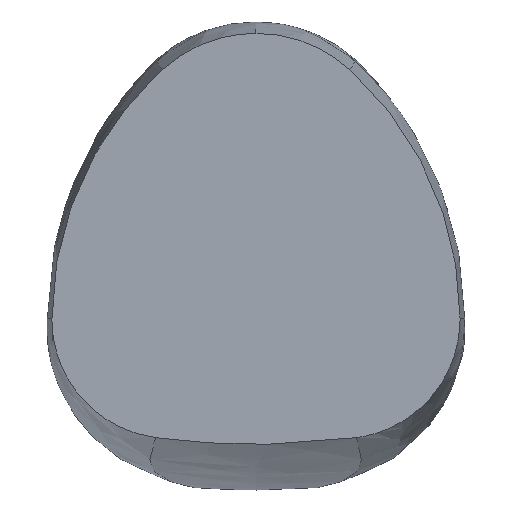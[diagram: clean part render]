
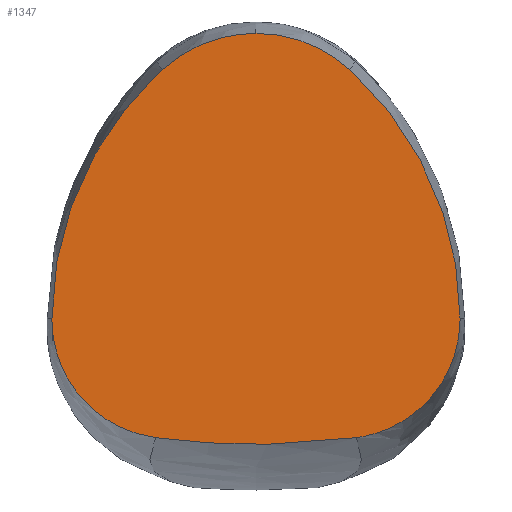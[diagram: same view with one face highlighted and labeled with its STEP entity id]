
A CAD part, front view. The second image highlights one B-rep face of the part: STEP entity #1347.
In plain terms, the highlighted planar face has unit normal (0, -1, 0).
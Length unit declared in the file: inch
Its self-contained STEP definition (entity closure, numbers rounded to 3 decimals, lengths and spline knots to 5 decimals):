
#31=PLANE('',#1440);
#85=FACE_OUTER_BOUND('',#161,.T.);
#161=EDGE_LOOP('',(#945,#946,#947,#948,#949,#950,#951));
#254=B_SPLINE_CURVE_WITH_KNOTS('',3,(#2536,#2537,#2538,#2539,#2540,#2541,
#2542),.UNSPECIFIED.,.F.,.F.,(4,1,1,1,4),(0.,0.25,0.5,
0.75,1.),.UNSPECIFIED.);
#263=B_SPLINE_CURVE_WITH_KNOTS('',3,(#2946,#2947,#2948,#2949,#2950,#2951,
#2952),.UNSPECIFIED.,.F.,.F.,(4,1,1,1,4),(0.,0.25,0.5,0.75,1.),
 .UNSPECIFIED.);
#267=B_SPLINE_CURVE_WITH_KNOTS('',3,(#2989,#2990,#2991,#2992,#2993,#2994,
#2995),.UNSPECIFIED.,.F.,.F.,(4,1,1,1,4),(0.,0.25,0.5,0.75,1.),
 .UNSPECIFIED.);
#268=B_SPLINE_CURVE_WITH_KNOTS('',3,(#2997,#2998,#2999,#3000,#3001,#3002,
#3003),.UNSPECIFIED.,.F.,.F.,(4,1,1,1,4),(0.,0.25,0.5,0.75,1.),
 .UNSPECIFIED.);
#269=B_SPLINE_CURVE_WITH_KNOTS('',3,(#3005,#3006,#3007,#3008,#3009,#3010,
#3011,#3012,#3013,#3014,#3015,#3016),.UNSPECIFIED.,.F.,.F.,(4,1,1,1,2,1,
1,1,4),(0.,0.12482,0.24964,0.37446,0.49928,
0.62446,0.74964,0.87482,1.),.UNSPECIFIED.);
#270=B_SPLINE_CURVE_WITH_KNOTS('',3,(#3018,#3019,#3020,#3021,#3022,#3023,
#3024),.UNSPECIFIED.,.F.,.F.,(4,1,1,1,4),(0.,0.25,0.5,0.75,1.),
 .UNSPECIFIED.);
#271=B_SPLINE_CURVE_WITH_KNOTS('',3,(#3025,#3026,#3027,#3028,#3029,#3030,
#3031),.UNSPECIFIED.,.F.,.F.,(4,1,1,1,4),(0.,0.25,0.5,0.75,1.),
 .UNSPECIFIED.);
#538=VERTEX_POINT('',#2480);
#545=VERTEX_POINT('',#2531);
#552=VERTEX_POINT('',#2945);
#556=VERTEX_POINT('',#2988);
#557=VERTEX_POINT('',#2996);
#558=VERTEX_POINT('',#3004);
#559=VERTEX_POINT('',#3017);
#699=EDGE_CURVE('',#545,#538,#254,.T.);
#708=EDGE_CURVE('',#538,#552,#263,.T.);
#713=EDGE_CURVE('',#556,#545,#267,.T.);
#714=EDGE_CURVE('',#557,#556,#268,.T.);
#715=EDGE_CURVE('',#558,#557,#269,.T.);
#716=EDGE_CURVE('',#559,#558,#270,.T.);
#717=EDGE_CURVE('',#552,#559,#271,.T.);
#945=ORIENTED_EDGE('',*,*,#713,.F.);
#946=ORIENTED_EDGE('',*,*,#714,.F.);
#947=ORIENTED_EDGE('',*,*,#715,.F.);
#948=ORIENTED_EDGE('',*,*,#716,.F.);
#949=ORIENTED_EDGE('',*,*,#717,.F.);
#950=ORIENTED_EDGE('',*,*,#708,.F.);
#951=ORIENTED_EDGE('',*,*,#699,.F.);
#1347=ADVANCED_FACE('',(#85),#31,.F.);
#1440=AXIS2_PLACEMENT_3D('',#2987,#1559,#1560);
#1559=DIRECTION('center_axis',(0.,1.,0.));
#1560=DIRECTION('ref_axis',(0.,0.,1.));
#2480=CARTESIAN_POINT('',(0.,-0.086,1.04486));
#2531=CARTESIAN_POINT('',(-0.41381,-0.086,0.88476));
#2536=CARTESIAN_POINT('Ctrl Pts',(-0.41381,-0.086,0.88476));
#2537=CARTESIAN_POINT('Ctrl Pts',(-0.38492,-0.086,0.91105));
#2538=CARTESIAN_POINT('Ctrl Pts',(-0.32312,-0.086,0.95725));
#2539=CARTESIAN_POINT('Ctrl Pts',(-0.22129,-0.086,1.00733));
#2540=CARTESIAN_POINT('Ctrl Pts',(-0.11288,-0.086,1.03788));
#2541=CARTESIAN_POINT('Ctrl Pts',(-0.03783,-0.086,1.04486));
#2542=CARTESIAN_POINT('Ctrl Pts',(0.,-0.086,1.04486));
#2945=CARTESIAN_POINT('',(0.41381,-0.086,0.88476));
#2946=CARTESIAN_POINT('Ctrl Pts',(0.,-0.086,1.04486));
#2947=CARTESIAN_POINT('Ctrl Pts',(0.03783,-0.086,1.04486));
#2948=CARTESIAN_POINT('Ctrl Pts',(0.11288,-0.086,1.03788));
#2949=CARTESIAN_POINT('Ctrl Pts',(0.22129,-0.086,1.00733));
#2950=CARTESIAN_POINT('Ctrl Pts',(0.32312,-0.086,0.95725));
#2951=CARTESIAN_POINT('Ctrl Pts',(0.38492,-0.086,0.91105));
#2952=CARTESIAN_POINT('Ctrl Pts',(0.41381,-0.086,0.88476));
#2987=CARTESIAN_POINT('Origin',(0.29346,-0.086,0.1075));
#2988=CARTESIAN_POINT('',(-0.9,-0.086,-0.215));
#2989=CARTESIAN_POINT('Ctrl Pts',(-0.9,-0.086,-0.215));
#2990=CARTESIAN_POINT('Ctrl Pts',(-0.9,-0.086,-0.11184));
#2991=CARTESIAN_POINT('Ctrl Pts',(-0.87846,-0.086,
0.09447));
#2992=CARTESIAN_POINT('Ctrl Pts',(-0.78289,-0.086,
0.39057));
#2993=CARTESIAN_POINT('Ctrl Pts',(-0.6282,-0.086,
0.66055));
#2994=CARTESIAN_POINT('Ctrl Pts',(-0.49011,-0.086,0.81533));
#2995=CARTESIAN_POINT('Ctrl Pts',(-0.41381,-0.086,0.88476));
#2996=CARTESIAN_POINT('',(-0.44261,-0.086,-0.73792));
#2997=CARTESIAN_POINT('Ctrl Pts',(-0.44261,-0.086,-0.73792));
#2998=CARTESIAN_POINT('Ctrl Pts',(-0.50524,-0.086,-0.72951));
#2999=CARTESIAN_POINT('Ctrl Pts',(-0.62744,-0.086,
-0.68996));
#3000=CARTESIAN_POINT('Ctrl Pts',(-0.77816,-0.086,
-0.56992));
#3001=CARTESIAN_POINT('Ctrl Pts',(-0.87707,-0.086,
-0.40457));
#3002=CARTESIAN_POINT('Ctrl Pts',(-0.9,-0.086,-0.27819));
#3003=CARTESIAN_POINT('Ctrl Pts',(-0.9,-0.086,-0.215));
#3004=CARTESIAN_POINT('',(0.44261,-0.086,-0.73792));
#3005=CARTESIAN_POINT('Ctrl Pts',(0.44261,-0.086,-0.73792));
#3006=CARTESIAN_POINT('Ctrl Pts',(0.41225,-0.086,-0.74199));
#3007=CARTESIAN_POINT('Ctrl Pts',(0.34702,-0.086,-0.74991));
#3008=CARTESIAN_POINT('Ctrl Pts',(0.23525,-0.086,-0.75987));
#3009=CARTESIAN_POINT('Ctrl Pts',(0.11492,-0.086,-0.76625));
#3010=CARTESIAN_POINT('Ctrl Pts',(0.03694,-0.086,-0.7675));
#3011=CARTESIAN_POINT('Ctrl Pts',(-0.03705,-0.086,-0.7675));
#3012=CARTESIAN_POINT('Ctrl Pts',(-0.11508,-0.086,-0.76624));
#3013=CARTESIAN_POINT('Ctrl Pts',(-0.23517,-0.086,-0.75987));
#3014=CARTESIAN_POINT('Ctrl Pts',(-0.34681,-0.086,-0.74993));
#3015=CARTESIAN_POINT('Ctrl Pts',(-0.41216,-0.086,-0.742));
#3016=CARTESIAN_POINT('Ctrl Pts',(-0.44261,-0.086,-0.73792));
#3017=CARTESIAN_POINT('',(0.9,-0.086,-0.215));
#3018=CARTESIAN_POINT('Ctrl Pts',(0.9,-0.086,-0.215));
#3019=CARTESIAN_POINT('Ctrl Pts',(0.9,-0.086,-0.27819));
#3020=CARTESIAN_POINT('Ctrl Pts',(0.87707,-0.086,
-0.40457));
#3021=CARTESIAN_POINT('Ctrl Pts',(0.77816,-0.086,
-0.56992));
#3022=CARTESIAN_POINT('Ctrl Pts',(0.62744,-0.086,
-0.68996));
#3023=CARTESIAN_POINT('Ctrl Pts',(0.50524,-0.086,-0.72951));
#3024=CARTESIAN_POINT('Ctrl Pts',(0.44261,-0.086,-0.73792));
#3025=CARTESIAN_POINT('Ctrl Pts',(0.41381,-0.086,0.88476));
#3026=CARTESIAN_POINT('Ctrl Pts',(0.49011,-0.086,0.81533));
#3027=CARTESIAN_POINT('Ctrl Pts',(0.6282,-0.086,
0.66055));
#3028=CARTESIAN_POINT('Ctrl Pts',(0.78289,-0.086,0.39057));
#3029=CARTESIAN_POINT('Ctrl Pts',(0.87846,-0.086,
0.09447));
#3030=CARTESIAN_POINT('Ctrl Pts',(0.9,-0.086,-0.11184));
#3031=CARTESIAN_POINT('Ctrl Pts',(0.9,-0.086,-0.215));
